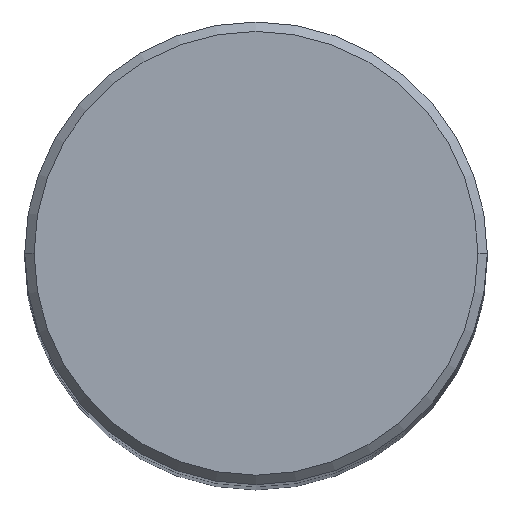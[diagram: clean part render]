
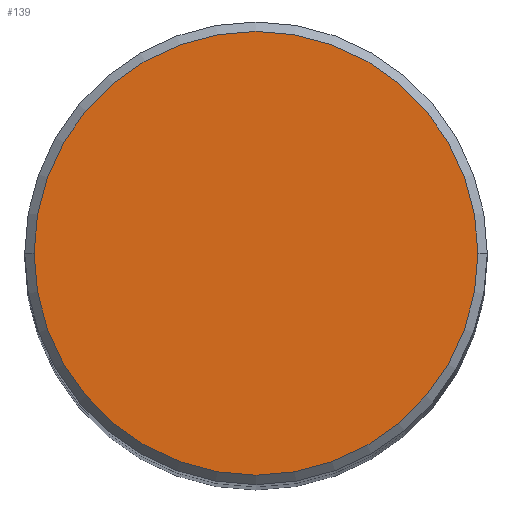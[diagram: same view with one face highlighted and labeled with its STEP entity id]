
A CAD part, top view. The second image highlights one B-rep face of the part: STEP entity #139.
In plain terms, the highlighted planar face has unit normal (0, 0, 1).
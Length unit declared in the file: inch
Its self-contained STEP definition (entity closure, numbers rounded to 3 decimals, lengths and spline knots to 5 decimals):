
#5 = DIRECTION ( 'NONE',  ( 1., 0., 0. ) ) ;
#38 = CARTESIAN_POINT ( 'NONE',  ( 0.47215, 0., 0. ) ) ;
#65 = VERTEX_POINT ( 'NONE', #147 ) ;
#66 = CARTESIAN_POINT ( 'NONE',  ( 0., 0.47215, 0. ) ) ;
#87 = FACE_OUTER_BOUND ( 'NONE', #216, .T. ) ;
#94 = DIRECTION ( 'NONE',  ( 0., 0., 1. ) ) ;
#97 = PLANE ( 'NONE',  #390 ) ;
#100 = EDGE_CURVE ( 'NONE', #65, #144, #103, .T. ) ;
#103 = CIRCLE ( 'NONE', #226, 0.47215 ) ;
#120 = EDGE_CURVE ( 'NONE', #144, #65, #167, .T. ) ;
#131 = CARTESIAN_POINT ( 'NONE',  ( 0., 0., 0. ) ) ;
#139 = ADVANCED_FACE ( 'NONE', ( #87 ), #97, .F. ) ;
#144 = VERTEX_POINT ( 'NONE', #38 ) ;
#147 = CARTESIAN_POINT ( 'NONE',  ( -0.47215, 0., 0. ) ) ;
#167 = CIRCLE ( 'NONE', #189, 0.47215 ) ;
#189 = AXIS2_PLACEMENT_3D ( 'NONE', #222, #388, #357 ) ;
#216 = EDGE_LOOP ( 'NONE', ( #406, #291 ) ) ;
#222 = CARTESIAN_POINT ( 'NONE',  ( 0., 0., 0. ) ) ;
#226 = AXIS2_PLACEMENT_3D ( 'NONE', #131, #94, #5 ) ;
#291 = ORIENTED_EDGE ( 'NONE', *, *, #120, .T. ) ;
#357 = DIRECTION ( 'NONE',  ( 1., 0., 0. ) ) ;
#386 = DIRECTION ( 'NONE',  ( 0., 0., -1. ) ) ;
#388 = DIRECTION ( 'NONE',  ( 0., 0., 1. ) ) ;
#390 = AXIS2_PLACEMENT_3D ( 'NONE', #66, #386, #414 ) ;
#406 = ORIENTED_EDGE ( 'NONE', *, *, #100, .T. ) ;
#414 = DIRECTION ( 'NONE',  ( -1., 0., 0. ) ) ;
